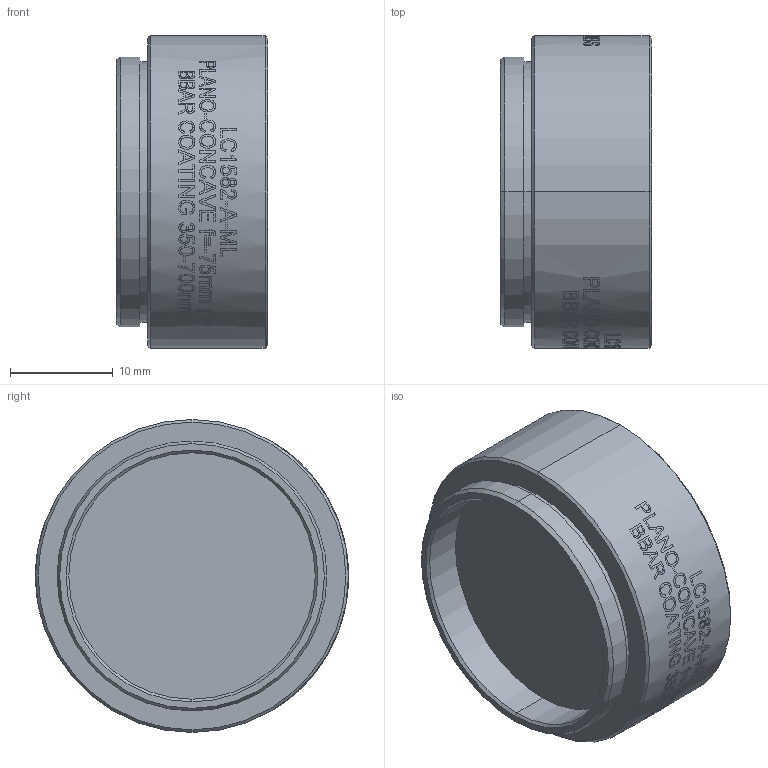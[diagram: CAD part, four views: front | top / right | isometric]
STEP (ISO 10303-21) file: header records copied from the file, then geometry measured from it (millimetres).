
FILE_DESCRIPTION (( 'STEP AP203' ), '1' );
FILE_NAME ('TTN045294-E0W.STEP', '2015-11-20T19:50:44', ( 'admin' ), ( '' ), 'SwSTEP 2.0', 'SolidWorks 2014', '' );
FILE_SCHEMA (( 'CONFIG_CONTROL_DESIGN' ));
Length unit declared in the file: inch
Products named in the file (1): TTN045294-E0W
Bounding box: 14.73 x 30.48 x 30.48 mm (x, y, z)
Volume: 5011.1 mm3; surface area: 5207.1 mm2
Topology: 3 solids, 3 shells, 150 faces, 848 edges, 795 vertices
Faces by surface type: cylinder 106, cone 22, plane 20, sphere 2
Entity records: 14854 total; most frequent: CARTESIAN_POINT 8230, ORIENTED_EDGE 1696, DIRECTION 978, EDGE_CURVE 848, VERTEX_POINT 795, B_SPLINE_CURVE_WITH_KNOTS 417, AXIS2_PLACEMENT_3D 396, EDGE_LOOP 245
